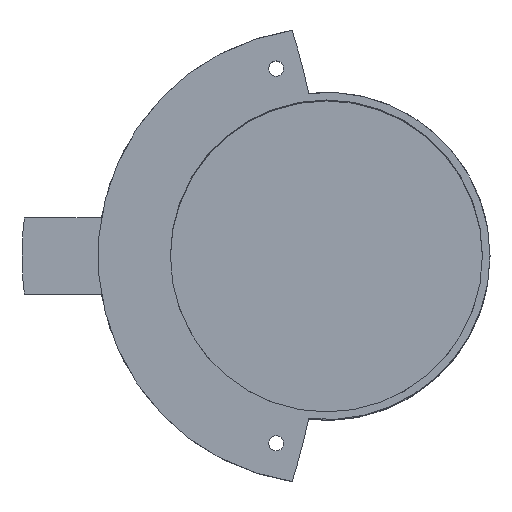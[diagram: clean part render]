
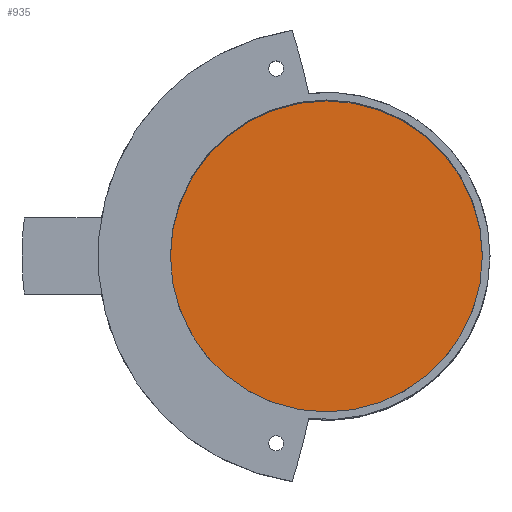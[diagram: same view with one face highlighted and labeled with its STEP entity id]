
A CAD part, top view. The second image highlights one B-rep face of the part: STEP entity #935.
In plain terms, the highlighted planar face has unit normal (0, 0, 1).
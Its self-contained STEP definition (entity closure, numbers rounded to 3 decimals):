
#20 = CIRCLE ( 'NONE', #486, 41. ) ;
#39 = CARTESIAN_POINT ( 'NONE',  ( 0., 0., 2. ) ) ;
#87 = FACE_OUTER_BOUND ( 'NONE', #322, .T. ) ;
#100 = EDGE_CURVE ( 'NONE', #531, #319, #1205, .T. ) ;
#152 = DIRECTION ( 'NONE',  ( 1., 0., 0. ) ) ;
#158 = DIRECTION ( 'NONE',  ( 0., 0., 1. ) ) ;
#196 = CARTESIAN_POINT ( 'NONE',  ( 41., 0., 2. ) ) ;
#234 = DIRECTION ( 'NONE',  ( 1., 0., 0. ) ) ;
#319 = VERTEX_POINT ( 'NONE', #571 ) ;
#322 = EDGE_LOOP ( 'NONE', ( #828, #468 ) ) ;
#390 = AXIS2_PLACEMENT_3D ( 'NONE', #431, #641, #234 ) ;
#431 = CARTESIAN_POINT ( 'NONE',  ( 0., 0., 2. ) ) ;
#448 = DIRECTION ( 'NONE',  ( 0., 0., -1. ) ) ;
#468 = ORIENTED_EDGE ( 'NONE', *, *, #100, .F. ) ;
#486 = AXIS2_PLACEMENT_3D ( 'NONE', #976, #448, #648 ) ;
#531 = VERTEX_POINT ( 'NONE', #196 ) ;
#571 = CARTESIAN_POINT ( 'NONE',  ( -41., 0., 2. ) ) ;
#641 = DIRECTION ( 'NONE',  ( 0., 0., -1. ) ) ;
#645 = AXIS2_PLACEMENT_3D ( 'NONE', #39, #158, #152 ) ;
#648 = DIRECTION ( 'NONE',  ( 1., 0., 0. ) ) ;
#755 = EDGE_CURVE ( 'NONE', #319, #531, #20, .T. ) ;
#828 = ORIENTED_EDGE ( 'NONE', *, *, #755, .F. ) ;
#935 = ADVANCED_FACE ( 'NONE', ( #87 ), #1303, .T. ) ;
#976 = CARTESIAN_POINT ( 'NONE',  ( 0., 0., 2. ) ) ;
#1205 = CIRCLE ( 'NONE', #390, 41. ) ;
#1303 = PLANE ( 'NONE',  #645 ) ;
